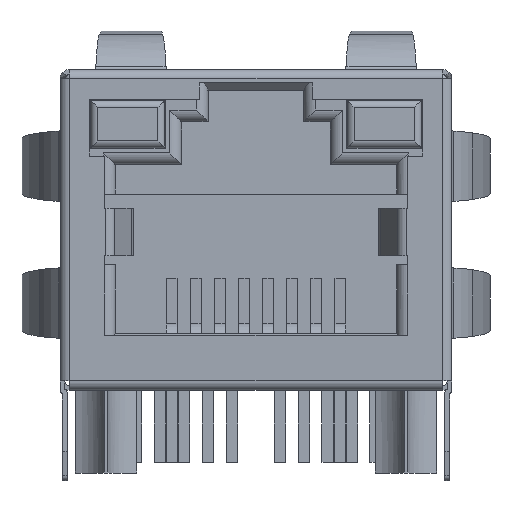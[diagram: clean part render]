
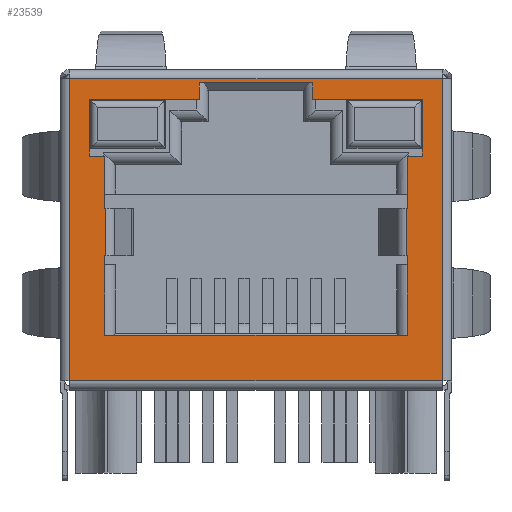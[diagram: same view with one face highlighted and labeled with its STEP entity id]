
A CAD part, front view. The second image highlights one B-rep face of the part: STEP entity #23539.
In plain terms, the highlighted face is planar.
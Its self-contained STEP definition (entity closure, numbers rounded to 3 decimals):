
#1027=PLANE('',#24684);
#1990=LINE('',#34355,#3695);
#2000=LINE('',#34378,#3705);
#2002=LINE('',#34382,#3707);
#2020=LINE('',#34433,#3725);
#2021=LINE('',#34437,#3726);
#2025=LINE('',#34444,#3730);
#2027=LINE('',#34448,#3732);
#2031=LINE('',#34456,#3736);
#2034=LINE('',#34462,#3739);
#2037=LINE('',#34467,#3742);
#2039=LINE('',#34471,#3744);
#2041=LINE('',#34475,#3746);
#2043=LINE('',#34479,#3748);
#2046=LINE('',#34485,#3751);
#2049=LINE('',#34491,#3754);
#2052=LINE('',#34496,#3757);
#2054=LINE('',#34500,#3759);
#2056=LINE('',#34504,#3761);
#2164=LINE('',#34754,#3869);
#2170=LINE('',#34775,#3875);
#2193=LINE('',#34823,#3898);
#2195=LINE('',#34828,#3900);
#2196=LINE('',#34829,#3901);
#2197=LINE('',#34830,#3902);
#3695=VECTOR('',#27083,1000.);
#3705=VECTOR('',#27107,1000.);
#3707=VECTOR('',#27111,1000.);
#3725=VECTOR('',#27159,1000.);
#3726=VECTOR('',#27164,1000.);
#3730=VECTOR('',#27172,1000.);
#3732=VECTOR('',#27176,1000.);
#3736=VECTOR('',#27182,1000.);
#3739=VECTOR('',#27187,1000.);
#3742=VECTOR('',#27192,1000.);
#3744=VECTOR('',#27196,1000.);
#3746=VECTOR('',#27200,1000.);
#3748=VECTOR('',#27204,1000.);
#3751=VECTOR('',#27209,1000.);
#3754=VECTOR('',#27214,1000.);
#3757=VECTOR('',#27219,1000.);
#3759=VECTOR('',#27223,1000.);
#3761=VECTOR('',#27227,1000.);
#3869=VECTOR('',#27439,1000.);
#3875=VECTOR('',#27459,1000.);
#3898=VECTOR('',#27508,1000.);
#3900=VECTOR('',#27514,1000.);
#3901=VECTOR('',#27515,1000.);
#3902=VECTOR('',#27516,1000.);
#7131=ORIENTED_EDGE('',*,*,#11188,.F.);
#7132=ORIENTED_EDGE('',*,*,#11229,.F.);
#7133=ORIENTED_EDGE('',*,*,#11198,.T.);
#7134=ORIENTED_EDGE('',*,*,#11226,.T.);
#7135=ORIENTED_EDGE('',*,*,#11066,.F.);
#7136=ORIENTED_EDGE('',*,*,#11064,.F.);
#7137=ORIENTED_EDGE('',*,*,#11062,.F.);
#7138=ORIENTED_EDGE('',*,*,#11059,.F.);
#7139=ORIENTED_EDGE('',*,*,#11056,.F.);
#7140=ORIENTED_EDGE('',*,*,#11053,.F.);
#7141=ORIENTED_EDGE('',*,*,#11051,.F.);
#7142=ORIENTED_EDGE('',*,*,#11035,.T.);
#7143=ORIENTED_EDGE('',*,*,#11029,.T.);
#7144=ORIENTED_EDGE('',*,*,#11031,.F.);
#7145=ORIENTED_EDGE('',*,*,#11230,.F.);
#7146=ORIENTED_EDGE('',*,*,#11049,.F.);
#7147=ORIENTED_EDGE('',*,*,#11047,.F.);
#7148=ORIENTED_EDGE('',*,*,#11002,.F.);
#7149=ORIENTED_EDGE('',*,*,#10990,.F.);
#7150=ORIENTED_EDGE('',*,*,#11004,.T.);
#7151=ORIENTED_EDGE('',*,*,#11231,.F.);
#7152=ORIENTED_EDGE('',*,*,#11044,.F.);
#7153=ORIENTED_EDGE('',*,*,#11041,.F.);
#7154=ORIENTED_EDGE('',*,*,#11037,.F.);
#10990=EDGE_CURVE('',#13086,#13083,#1990,.T.);
#11002=EDGE_CURVE('',#13083,#13093,#2000,.T.);
#11004=EDGE_CURVE('',#13086,#13094,#2002,.T.);
#11029=EDGE_CURVE('',#13112,#13111,#2020,.T.);
#11031=EDGE_CURVE('',#13113,#13111,#2021,.T.);
#11035=EDGE_CURVE('',#13114,#13112,#2025,.T.);
#11037=EDGE_CURVE('',#13115,#13116,#2027,.T.);
#11041=EDGE_CURVE('',#13116,#13118,#2031,.T.);
#11044=EDGE_CURVE('',#13118,#13120,#2034,.T.);
#11047=EDGE_CURVE('',#13093,#13121,#2037,.T.);
#11049=EDGE_CURVE('',#13121,#13122,#2039,.T.);
#11051=EDGE_CURVE('',#13114,#13123,#2041,.T.);
#11053=EDGE_CURVE('',#13123,#13124,#2043,.T.);
#11056=EDGE_CURVE('',#13124,#13126,#2046,.T.);
#11059=EDGE_CURVE('',#13126,#13128,#2049,.T.);
#11062=EDGE_CURVE('',#13128,#13129,#2052,.T.);
#11064=EDGE_CURVE('',#13129,#13130,#2054,.T.);
#11066=EDGE_CURVE('',#13130,#13115,#2056,.T.);
#11188=EDGE_CURVE('',#13220,#13218,#2164,.T.);
#11198=EDGE_CURVE('',#13226,#13228,#2170,.T.);
#11226=EDGE_CURVE('',#13228,#13218,#2193,.T.);
#11229=EDGE_CURVE('',#13226,#13220,#2195,.T.);
#11230=EDGE_CURVE('',#13122,#13113,#2196,.T.);
#11231=EDGE_CURVE('',#13120,#13094,#2197,.T.);
#13083=VERTEX_POINT('',#34349);
#13086=VERTEX_POINT('',#34354);
#13093=VERTEX_POINT('',#34379);
#13094=VERTEX_POINT('',#34383);
#13111=VERTEX_POINT('',#34432);
#13112=VERTEX_POINT('',#34434);
#13113=VERTEX_POINT('',#34438);
#13114=VERTEX_POINT('',#34445);
#13115=VERTEX_POINT('',#34449);
#13116=VERTEX_POINT('',#34450);
#13118=VERTEX_POINT('',#34457);
#13120=VERTEX_POINT('',#34463);
#13121=VERTEX_POINT('',#34468);
#13122=VERTEX_POINT('',#34472);
#13123=VERTEX_POINT('',#34476);
#13124=VERTEX_POINT('',#34480);
#13126=VERTEX_POINT('',#34486);
#13128=VERTEX_POINT('',#34492);
#13129=VERTEX_POINT('',#34497);
#13130=VERTEX_POINT('',#34501);
#13218=VERTEX_POINT('',#34749);
#13220=VERTEX_POINT('',#34753);
#13226=VERTEX_POINT('',#34770);
#13228=VERTEX_POINT('',#34774);
#14602=EDGE_LOOP('',(#7131,#7132,#7133,#7134));
#14603=EDGE_LOOP('',(#7135,#7136,#7137,#7138,#7139,#7140,#7141,#7142,#7143,
#7144,#7145,#7146,#7147,#7148,#7149,#7150,#7151,#7152,#7153,#7154));
#15651=FACE_BOUND('',#14602,.T.);
#15652=FACE_BOUND('',#14603,.T.);
#23539=ADVANCED_FACE('',(#15651,#15652),#1027,.T.);
#24684=AXIS2_PLACEMENT_3D('',#34827,#27512,#27513);
#27083=DIRECTION('',(0.,-1.,0.));
#27107=DIRECTION('',(-1.,0.,0.));
#27111=DIRECTION('',(-1.,0.,0.));
#27159=DIRECTION('',(0.,-1.,0.));
#27164=DIRECTION('',(-1.,0.,0.));
#27172=DIRECTION('',(-1.,0.,0.));
#27176=DIRECTION('',(-1.,0.,0.));
#27182=DIRECTION('',(0.,-1.,0.));
#27187=DIRECTION('',(1.,0.,0.));
#27192=DIRECTION('',(0.,-1.,0.));
#27196=DIRECTION('',(1.,0.,0.));
#27200=DIRECTION('',(0.,1.,0.));
#27204=DIRECTION('',(1.,0.,0.));
#27209=DIRECTION('',(0.,1.,0.));
#27214=DIRECTION('',(-1.,0.,0.));
#27219=DIRECTION('',(0.,1.,0.));
#27223=DIRECTION('',(-1.,0.,0.));
#27227=DIRECTION('',(0.,-1.,0.));
#27439=DIRECTION('',(0.,1.,0.));
#27459=DIRECTION('',(0.,1.,0.));
#27508=DIRECTION('',(-1.,0.,0.));
#27512=DIRECTION('',(0.,0.,1.));
#27513=DIRECTION('',(0.,-1.,0.));
#27514=DIRECTION('',(-1.,0.,0.));
#27515=DIRECTION('',(0.,1.,0.));
#27516=DIRECTION('',(0.,-1.,0.));
#34349=CARTESIAN_POINT('',(-6.371,-1.3,16.275));
#34354=CARTESIAN_POINT('',(-6.371,0.7,16.275));
#34355=CARTESIAN_POINT('',(-6.371,0.7,16.275));
#34378=CARTESIAN_POINT('',(-6.1,-1.3,16.275));
#34379=CARTESIAN_POINT('',(-6.4,-1.3,16.275));
#34382=CARTESIAN_POINT('',(-6.1,0.7,16.275));
#34383=CARTESIAN_POINT('',(-6.4,0.7,16.275));
#34432=CARTESIAN_POINT('',(6.371,-1.3,16.275));
#34433=CARTESIAN_POINT('',(6.371,0.7,16.275));
#34434=CARTESIAN_POINT('',(6.371,0.7,16.275));
#34437=CARTESIAN_POINT('',(6.4,-1.3,16.275));
#34438=CARTESIAN_POINT('',(6.4,-1.3,16.275));
#34444=CARTESIAN_POINT('',(6.4,0.7,16.275));
#34445=CARTESIAN_POINT('',(6.4,0.7,16.275));
#34448=CARTESIAN_POINT('',(7.9,5.32,16.275));
#34449=CARTESIAN_POINT('',(-2.4,5.32,16.275));
#34450=CARTESIAN_POINT('',(-7.05,5.32,16.275));
#34456=CARTESIAN_POINT('',(-7.05,-7.01,16.275));
#34457=CARTESIAN_POINT('',(-7.05,2.92,16.275));
#34462=CARTESIAN_POINT('',(7.9,2.92,16.275));
#34463=CARTESIAN_POINT('',(-6.4,2.92,16.275));
#34467=CARTESIAN_POINT('',(-6.4,-7.01,16.275));
#34468=CARTESIAN_POINT('',(-6.4,-4.68,16.275));
#34471=CARTESIAN_POINT('',(7.9,-4.68,16.275));
#34472=CARTESIAN_POINT('',(6.4,-4.68,16.275));
#34475=CARTESIAN_POINT('',(6.4,-7.01,16.275));
#34476=CARTESIAN_POINT('',(6.4,2.92,16.275));
#34479=CARTESIAN_POINT('',(7.9,2.92,16.275));
#34480=CARTESIAN_POINT('',(7.05,2.92,16.275));
#34485=CARTESIAN_POINT('',(7.05,-7.01,16.275));
#34486=CARTESIAN_POINT('',(7.05,5.32,16.275));
#34491=CARTESIAN_POINT('',(7.9,5.32,16.275));
#34492=CARTESIAN_POINT('',(2.4,5.32,16.275));
#34496=CARTESIAN_POINT('',(2.4,-7.01,16.275));
#34497=CARTESIAN_POINT('',(2.4,6.02,16.275));
#34500=CARTESIAN_POINT('',(7.9,6.02,16.275));
#34501=CARTESIAN_POINT('',(-2.4,6.02,16.275));
#34504=CARTESIAN_POINT('',(-2.4,-7.01,16.275));
#34749=CARTESIAN_POINT('',(-7.9,6.19,16.275));
#34753=CARTESIAN_POINT('',(-7.9,-6.61,16.275));
#34754=CARTESIAN_POINT('',(-7.9,-7.01,16.275));
#34770=CARTESIAN_POINT('',(7.9,-6.61,16.275));
#34774=CARTESIAN_POINT('',(7.9,6.19,16.275));
#34775=CARTESIAN_POINT('',(7.9,-7.01,16.275));
#34823=CARTESIAN_POINT('',(7.9,6.19,16.275));
#34827=CARTESIAN_POINT('',(7.9,-7.01,16.275));
#34828=CARTESIAN_POINT('',(7.9,-6.61,16.275));
#34829=CARTESIAN_POINT('',(6.4,-7.01,16.275));
#34830=CARTESIAN_POINT('',(-6.4,-7.01,16.275));
